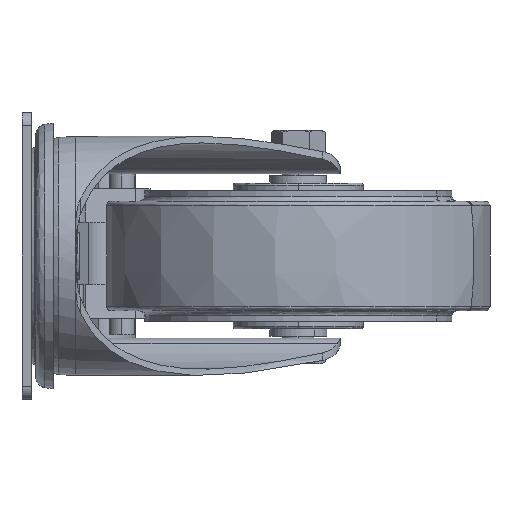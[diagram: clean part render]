
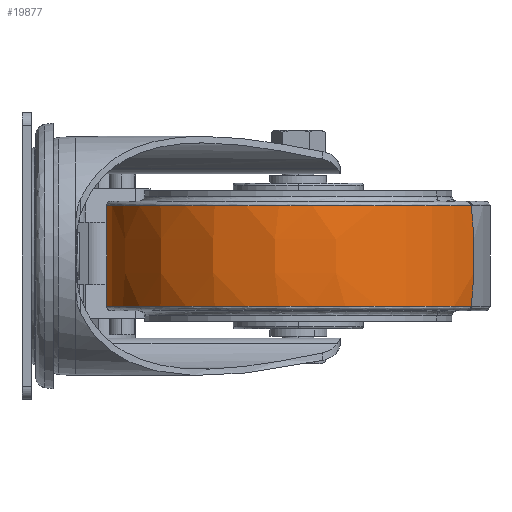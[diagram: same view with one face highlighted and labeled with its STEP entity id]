
A CAD part, left-side view. The second image highlights one B-rep face of the part: STEP entity #19877.
In plain terms, the highlighted free-form (B-spline) face has degree [3, 3] with [4, 4] control points.
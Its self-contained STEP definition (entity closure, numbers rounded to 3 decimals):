
#190 = VERTEX_POINT ( 'NONE', #27073 ) ;
#895 = EDGE_CURVE ( 'NONE', #33823, #42768, #6851, .T. ) ;
#966 = DIRECTION ( 'NONE',  ( 0., 0., -1. ) ) ;
#2966 = CARTESIAN_POINT ( 'NONE',  ( -50.95, 27.582, -6.457 ) ) ;
#3911 = CARTESIAN_POINT ( 'NONE',  ( -48.652, 24.601, -19.261 ) ) ;
#5815 = AXIS2_PLACEMENT_3D ( 'NONE', #14207, #14368, #47034 ) ;
#6733 = CARTESIAN_POINT ( 'NONE',  ( 19.157, -173.896, 6.457 ) ) ;
#6851 = CIRCLE ( 'NONE', #33648, 73.739 ) ;
#7488 = EDGE_CURVE ( 'NONE', #33823, #190, #13855, .T. ) ;
#8313 = EDGE_CURVE ( 'NONE', #10638, #190, #24169, .T. ) ;
#8500 = DIRECTION ( 'NONE',  ( -0.9, 0.435, 0. ) ) ;
#9150 = ORIENTED_EDGE ( 'NONE', *, *, #7488, .F. ) ;
#10638 = VERTEX_POINT ( 'NONE', #28687 ) ;
#11536 = CARTESIAN_POINT ( 'NONE',  ( 19.89, -172.381, -19.261 ) ) ;
#11860 = CARTESIAN_POINT ( 'NONE',  ( -112.872, -108.161, -19.261 ) ) ;
#13855 = CIRCLE ( 'NONE', #27131, 147.75 ) ;
#14141 = CARTESIAN_POINT ( 'NONE',  ( 19.157, -173.896, -6.457 ) ) ;
#14207 = CARTESIAN_POINT ( 'NONE',  ( 52., -106., -19.261 ) ) ;
#14368 = DIRECTION ( 'NONE',  ( 0., 0., 1. ) ) ;
#14755 = DIRECTION ( 'NONE',  ( 0.9, -0.435, 0. ) ) ;
#14764 = CARTESIAN_POINT ( 'NONE',  ( -50.95, 27.582, 6.457 ) ) ;
#14959 = CARTESIAN_POINT ( 'NONE',  ( 19.89, -172.381, 19.261 ) ) ;
#18138 = CARTESIAN_POINT ( 'NONE',  ( -112.872, -108.161, 19.261 ) ) ;
#19877 = ADVANCED_FACE ( 'NONE', ( #38956 ), #33679, .T. ) ;
#22003 = CARTESIAN_POINT ( 'NONE',  ( 84.843, -38.104, 6.457 ) ) ;
#22165 = CARTESIAN_POINT ( 'NONE',  ( 84.843, -38.104, -6.457 ) ) ;
#22822 = DIRECTION ( 'NONE',  ( 0.435, 0.9, 0. ) ) ;
#22993 = CARTESIAN_POINT ( 'NONE',  ( 20.321, -171.49, 0. ) ) ;
#23716 = DIRECTION ( 'NONE',  ( 0.435, 0.9, 0. ) ) ;
#24169 = CIRCLE ( 'NONE', #5815, 73.739 ) ;
#25871 = CARTESIAN_POINT ( 'NONE',  ( 84.11, -39.619, -19.261 ) ) ;
#26037 = EDGE_CURVE ( 'NONE', #42768, #10638, #28343, .T. ) ;
#26163 = DIRECTION ( 'NONE',  ( -0.435, -0.9, 0. ) ) ;
#27073 = CARTESIAN_POINT ( 'NONE',  ( 19.89, -172.381, -19.261 ) ) ;
#27131 = AXIS2_PLACEMENT_3D ( 'NONE', #40947, #14755, #26163 ) ;
#28343 = CIRCLE ( 'NONE', #46229, 147.75 ) ;
#28687 = CARTESIAN_POINT ( 'NONE',  ( 84.11, -39.619, -19.261 ) ) ;
#32503 = EDGE_LOOP ( 'NONE', ( #9150, #43421, #46956, #33122 ) ) ;
#32784 = CARTESIAN_POINT ( 'NONE',  ( -48.652, 24.601, 19.261 ) ) ;
#33122 = ORIENTED_EDGE ( 'NONE', *, *, #8313, .T. ) ;
#33648 = AXIS2_PLACEMENT_3D ( 'NONE', #45415, #966, #23716 ) ;
#33679 =( BOUNDED_SURFACE ( )  B_SPLINE_SURFACE ( 3, 3, ( 
 ( #40349, #32784, #18138, #44038 ),
 ( #22003, #14764, #40505, #6733 ),
 ( #22165, #2966, #36179, #14141 ),
 ( #25871, #3911, #11860, #11536 ) ),
 .UNSPECIFIED., .F., .F., .T. ) 
 B_SPLINE_SURFACE_WITH_KNOTS ( ( 4, 4 ),
 ( 4, 4 ),
 ( 0., 1. ),
 ( 0., 1. ),
 .UNSPECIFIED. ) 
 GEOMETRIC_REPRESENTATION_ITEM ( )  RATIONAL_B_SPLINE_SURFACE ( (
 ( 1., 0.333, 0.333, 1.),
 ( 0.994, 0.331, 0.331, 0.994),
 ( 0.994, 0.331, 0.331, 0.994),
 ( 1., 0.333, 0.333, 1.) ) ) 
 REPRESENTATION_ITEM ( '' )  SURFACE ( )  );
#33823 = VERTEX_POINT ( 'NONE', #14959 ) ;
#36179 = CARTESIAN_POINT ( 'NONE',  ( -116.636, -108.211, -6.457 ) ) ;
#38703 = CARTESIAN_POINT ( 'NONE',  ( 84.11, -39.619, 19.261 ) ) ;
#38956 = FACE_OUTER_BOUND ( 'NONE', #32503, .T. ) ;
#40349 = CARTESIAN_POINT ( 'NONE',  ( 84.11, -39.619, 19.261 ) ) ;
#40505 = CARTESIAN_POINT ( 'NONE',  ( -116.636, -108.211, 6.457 ) ) ;
#40947 = CARTESIAN_POINT ( 'NONE',  ( 83.679, -40.51, 0. ) ) ;
#42768 = VERTEX_POINT ( 'NONE', #38703 ) ;
#43421 = ORIENTED_EDGE ( 'NONE', *, *, #895, .T. ) ;
#44038 = CARTESIAN_POINT ( 'NONE',  ( 19.89, -172.381, 19.261 ) ) ;
#45415 = CARTESIAN_POINT ( 'NONE',  ( 52., -106., 19.261 ) ) ;
#46229 = AXIS2_PLACEMENT_3D ( 'NONE', #22993, #8500, #22822 ) ;
#46956 = ORIENTED_EDGE ( 'NONE', *, *, #26037, .T. ) ;
#47034 = DIRECTION ( 'NONE',  ( 0.435, 0.9, 0. ) ) ;
